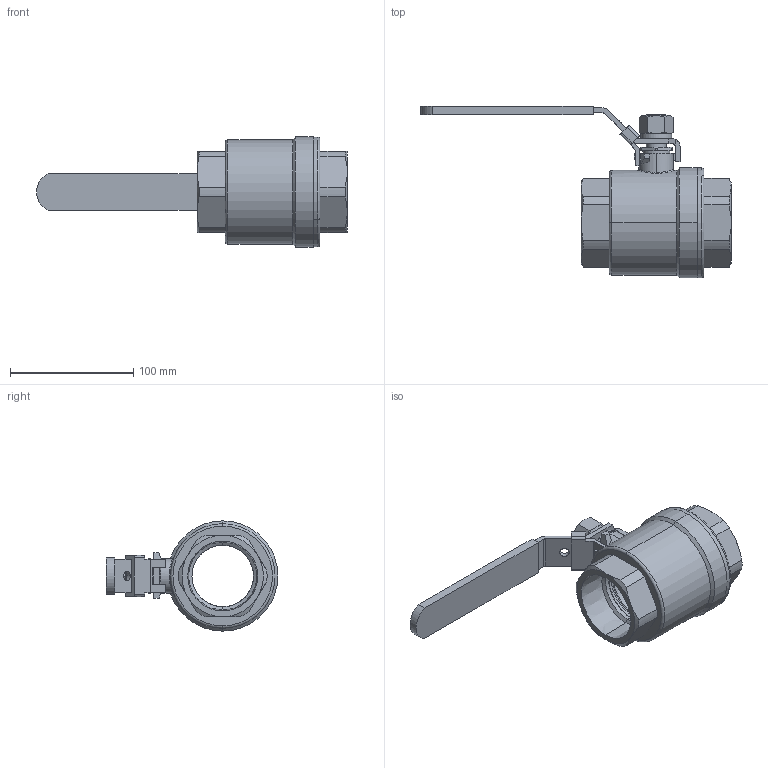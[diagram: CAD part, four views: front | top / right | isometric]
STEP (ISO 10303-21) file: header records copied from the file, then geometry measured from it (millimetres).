
FILE_DESCRIPTION (( 'STEP AP214' ), '1' );
FILE_NAME ('2QF278蚾饜极.STEP', '2024-06-26T03:40:34', ( 'Windows 蚚誧' ), ( 'Organization' ), 'SwSTEP 2.0', 'SolidWorks 2022', '' );
FILE_SCHEMA (( 'AUTOMOTIVE_DESIGN' ));
Length unit declared in the file: millimetre
Products named in the file (13): 大包圈组件; spring lock washers--normal type gb_GB_FASTENER_WASHER_SW 16; 2參忒; 2QF278蚾饜极; 2笢諳; 2球; 2笢粣; 2跡擘; 2СƬ; 2极; 2裔; 2球垫; hex nuts, style 1-grades ab gb_GB_FASTENER_NUT_SNAB1 M16-N
Assembly tree (13 placements, depth 2):
  2QF278蚾饜极
    2极
    大包圈组件
    2裔
    2球垫  x2
    2參忒
    2笢粣
    2跡擘
    2笢諳
    2球
    spring lock washers--normal type gb_GB_FASTENER_WASHER_SW 16
    hex nuts, style 1-grades ab gb_GB_FASTENER_NUT_SNAB1 M16-N
    2СƬ
Bounding box: 252.2 x 139.35 x 89.5 mm (x, y, z)
Volume: 367435.1 mm3; surface area: 150894.8 mm2
Topology: 14 solids, 14 shells, 980 faces, 2728 edges, 1791 vertices
Faces by surface type: cylinder 413, bspline 350, plane 143, cone 62, torus 8, sphere 4
Entity records: 509421 total; most frequent: CARTESIAN_POINT 489442, ORIENTED_EDGE 5382, EDGE_CURVE 2691, DIRECTION 2647, VERTEX_POINT 1770, EDGE_LOOP 1005, FACE_OUTER_BOUND 964, ADVANCED_FACE 964
